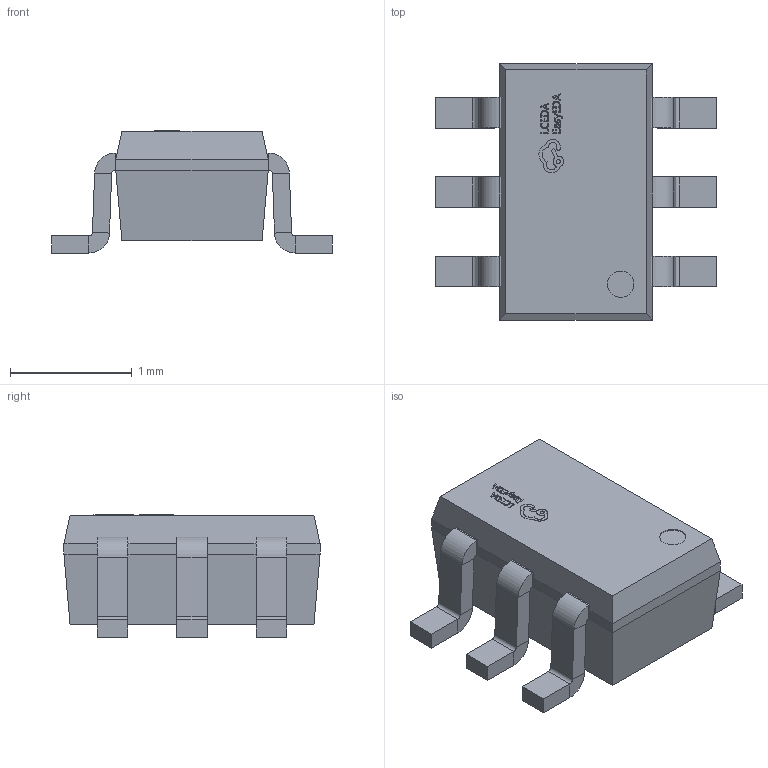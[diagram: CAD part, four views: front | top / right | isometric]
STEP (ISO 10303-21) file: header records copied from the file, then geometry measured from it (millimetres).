
FILE_DESCRIPTION (( 'STEP AP214' ), '1' );
FILE_NAME ('SC-70-6_L2.1-W1.3-P0.65-LS2.3-BR.step', '2022-07-09T14:45:28', ( '' ), ( '' ), 'SwSTEP 2.0', 'SolidWorks 2020', '' );
FILE_SCHEMA (( 'AUTOMOTIVE_DESIGN' ));
Length unit declared in the file: millimetre
Products named in the file (1): SC-70-6_L2.1-W1.3-P0.65-LS2.3-BR
Bounding box: 2.3 x 2.1 x 1 mm (x, y, z)
Volume: 2.5 mm3; surface area: 15.8 mm2
Topology: 1 solids, 1 shells, 433 faces, 1094 edges, 690 vertices
Faces by surface type: plane 295, bspline 112, cylinder 26
Entity records: 16701 total; most frequent: CARTESIAN_POINT 4322, ORIENTED_EDGE 2188, DIRECTION 1562, EDGE_CURVE 1094, LINE 814, VECTOR 814, VERTEX_POINT 690, EDGE_LOOP 460
